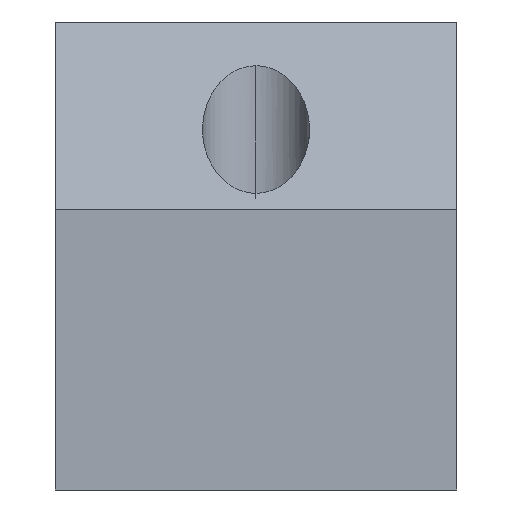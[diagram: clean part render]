
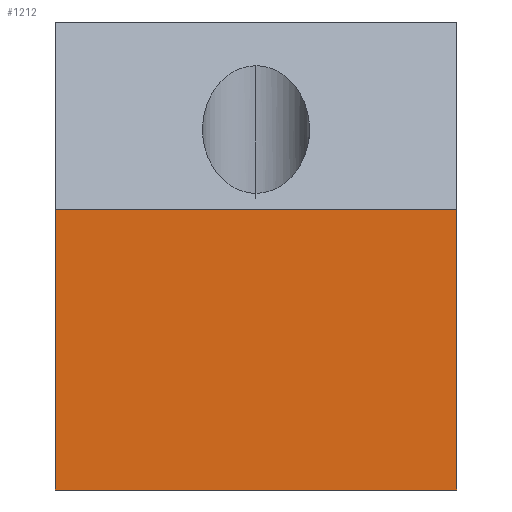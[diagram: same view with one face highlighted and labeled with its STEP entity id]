
A CAD part, left-side view. The second image highlights one B-rep face of the part: STEP entity #1212.
In plain terms, the highlighted planar face has unit normal (-1, 0, 0).
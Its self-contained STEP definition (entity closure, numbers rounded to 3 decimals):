
#20 = ORIENTED_EDGE ( 'NONE', *, *, #296, .T. ) ;
#21 = CARTESIAN_POINT ( 'NONE',  ( -48., 15., 17.5 ) ) ;
#44 = ORIENTED_EDGE ( 'NONE', *, *, #407, .T. ) ;
#48 = EDGE_CURVE ( 'NONE', #904, #483, #80, .T. ) ;
#80 = LINE ( 'NONE', #594, #1238 ) ;
#142 = AXIS2_PLACEMENT_3D ( 'NONE', #21, #829, #529 ) ;
#143 = DIRECTION ( 'NONE',  ( 0., -1., 0. ) ) ;
#193 = VECTOR ( 'NONE', #143, 1000. ) ;
#205 = DIRECTION ( 'NONE',  ( 0., 1., 0. ) ) ;
#296 = EDGE_CURVE ( 'NONE', #483, #1163, #630, .T. ) ;
#317 = CARTESIAN_POINT ( 'NONE',  ( -48., 15., 17.5 ) ) ;
#377 = ORIENTED_EDGE ( 'NONE', *, *, #48, .T. ) ;
#407 = EDGE_CURVE ( 'NONE', #1163, #1027, #1237, .T. ) ;
#433 = DIRECTION ( 'NONE',  ( 0., 0., -1. ) ) ;
#483 = VERTEX_POINT ( 'NONE', #1157 ) ;
#529 = DIRECTION ( 'NONE',  ( 0., 1., 0. ) ) ;
#533 = CARTESIAN_POINT ( 'NONE',  ( -48., -15., 3.5 ) ) ;
#594 = CARTESIAN_POINT ( 'NONE',  ( -48., 15., 3.5 ) ) ;
#630 = LINE ( 'NONE', #317, #1053 ) ;
#646 = CARTESIAN_POINT ( 'NONE',  ( -48., 15., -17.5 ) ) ;
#708 = ORIENTED_EDGE ( 'NONE', *, *, #1124, .F. ) ;
#809 = FACE_OUTER_BOUND ( 'NONE', #890, .T. ) ;
#829 = DIRECTION ( 'NONE',  ( 1., 0., 0. ) ) ;
#864 = DIRECTION ( 'NONE',  ( 0., 0., -1. ) ) ;
#878 = CARTESIAN_POINT ( 'NONE',  ( -48., -15., -17.5 ) ) ;
#890 = EDGE_LOOP ( 'NONE', ( #708, #377, #20, #44 ) ) ;
#904 = VERTEX_POINT ( 'NONE', #533 ) ;
#998 = CARTESIAN_POINT ( 'NONE',  ( -48., -15., 17.5 ) ) ;
#1005 = LINE ( 'NONE', #998, #1225 ) ;
#1027 = VERTEX_POINT ( 'NONE', #878 ) ;
#1038 = PLANE ( 'NONE',  #142 ) ;
#1053 = VECTOR ( 'NONE', #433, 1000. ) ;
#1124 = EDGE_CURVE ( 'NONE', #904, #1027, #1005, .T. ) ;
#1157 = CARTESIAN_POINT ( 'NONE',  ( -48., 15., 3.5 ) ) ;
#1163 = VERTEX_POINT ( 'NONE', #1259 ) ;
#1212 = ADVANCED_FACE ( 'NONE', ( #809 ), #1038, .F. ) ;
#1225 = VECTOR ( 'NONE', #864, 1000. ) ;
#1237 = LINE ( 'NONE', #646, #193 ) ;
#1238 = VECTOR ( 'NONE', #205, 1000. ) ;
#1259 = CARTESIAN_POINT ( 'NONE',  ( -48., 15., -17.5 ) ) ;
